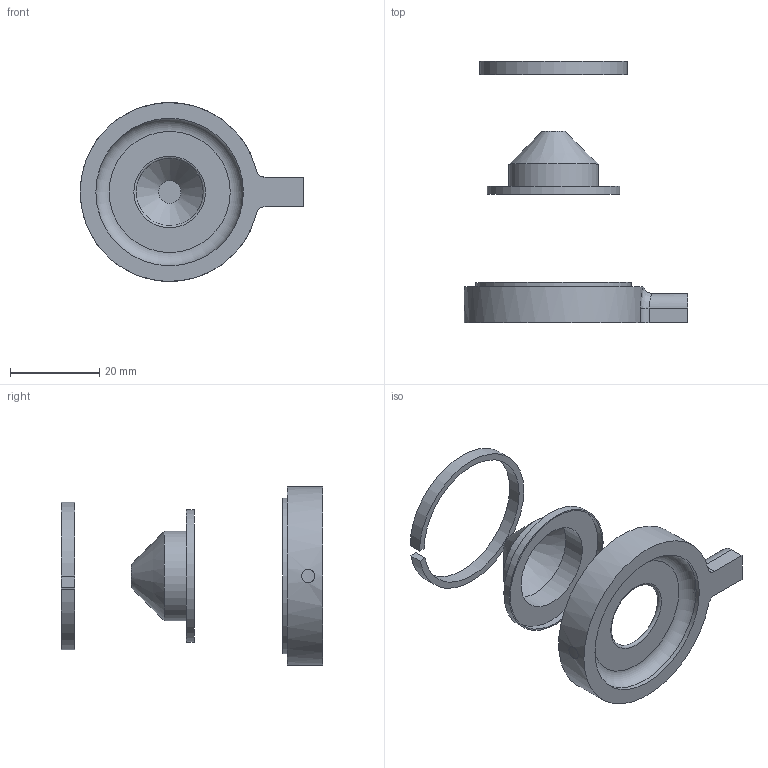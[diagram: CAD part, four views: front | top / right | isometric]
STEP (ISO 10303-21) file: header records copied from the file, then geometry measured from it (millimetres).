
FILE_DESCRIPTION(/* description */ (''),/* implementation_level */ '2;1');
FILE_NAME(/* name */ 'Mold_with_FEP_foil_for_paper_figure.stp',/* time_stamp */ '2024-08-21T10:45:21+02:00',/* author */ ('ak-stelzer'),/* organization */ (''),/* preprocessor_version */ 'ST-DEVELOPER v19.2',/* originating_system */ 'Autodesk Inventor 2023',/* authorisation */ '');
FILE_SCHEMA (('AUTOMOTIVE_DESIGN { 1 0 10303 214 3 1 1 }'));
Length unit declared in the file: millimetre
Products named in the file (1): Mold_with_FEP_foil_for_paper_figure
Bounding box: 50 x 58.5 x 39.97 mm (x, y, z)
Volume: 5429.2 mm3; surface area: 10807.6 mm2
Topology: 4 solids, 4 shells, 100 faces, 261 edges, 173 vertices
Faces by surface type: cylinder 41, plane 35, cone 20, torus 3, bspline 1
Full cylindrical faces by diameter (mm): 19.384 x1, 19.984 x1, 29.073 x1, 29.673 x1, 33 x4, 34.85 x1
Entity records: 3672 total; most frequent: CARTESIAN_POINT 1227, ORIENTED_EDGE 522, DIRECTION 454, EDGE_CURVE 261, AXIS2_PLACEMENT_3D 199, VERTEX_POINT 173, EDGE_LOOP 112, FACE_OUTER_BOUND 100
